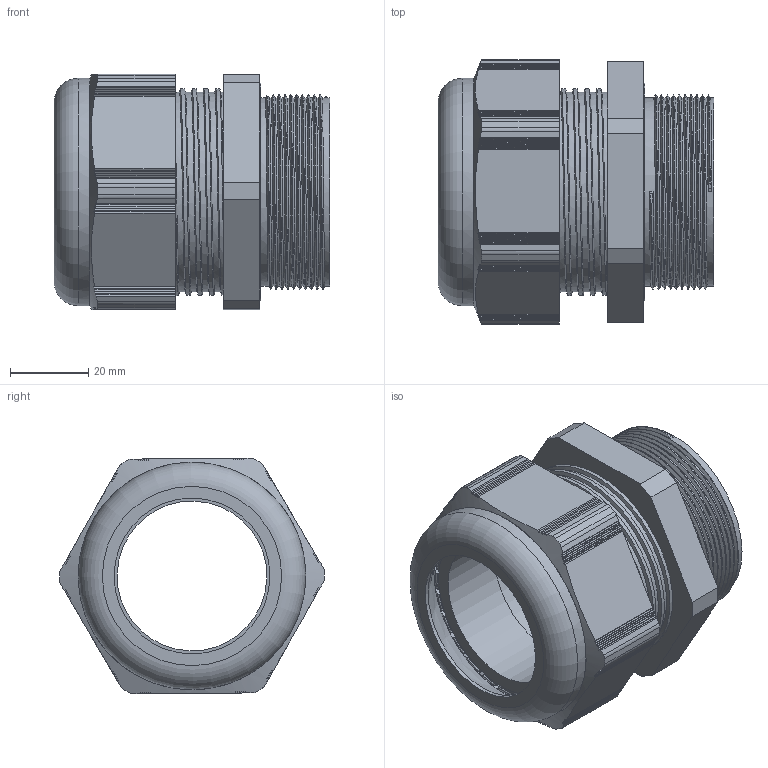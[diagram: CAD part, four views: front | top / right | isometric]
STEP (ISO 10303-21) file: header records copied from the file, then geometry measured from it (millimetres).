
FILE_DESCRIPTION(/* description */ ('Euro-Top M50'),/* implementation_level */ '2;1');
FILE_NAME(/* name */ '13080550-RST.stp',/* time_stamp */ '2022-01-26T11:08:09+01:00',/* author */ ('sl'),/* organization */ (''),/* preprocessor_version */ 'ST-DEVELOPER v16.5',/* originating_system */ 'Autodesk Inventor 2017',/* authorisation */ '');
FILE_SCHEMA (('AUTOMOTIVE_DESIGN { 1 0 10303 214 3 1 1 }'));
Length unit declared in the file: millimetre
Products named in the file (4): 13080550; 13080550_1; 13080550_2; 11080550
Assembly tree (3 placements, depth 2):
  13080550
    13080550_1
    13080550_2
    11080550
Bounding box: 70.5 x 67.67 x 60.24 mm (x, y, z)
Volume: 57902.3 mm3; surface area: 48632.9 mm2
Topology: 2 solids, 3 shells, 442 faces, 1280 edges, 850 vertices
Faces by surface type: plane 294, torus 78, cylinder 61, bspline 6, cone 3
Full cylindrical faces by diameter (mm): 38.27 x1, 38.95 x1, 39.82 x1, 39.95 x1, 44.63 x1, 45.1 x1, 48.128 x10, 49.5 x1, 51 x6, 51.1 x6, 53 x7, 53.33 x1, 53.93 x1, 55 x1, 55.6 x1, 58.1 x1
Entity records: 18631 total; most frequent: CARTESIAN_POINT 7859, ORIENTED_EDGE 2324, DIRECTION 2130, EDGE_CURVE 1162, VERTEX_POINT 786, AXIS2_PLACEMENT_3D 741, LINE 648, VECTOR 648
